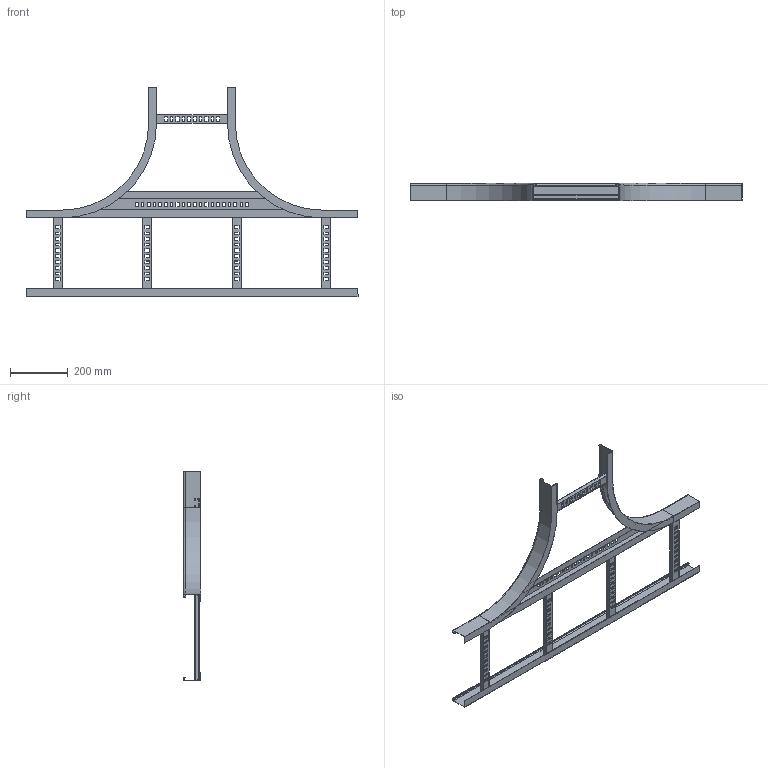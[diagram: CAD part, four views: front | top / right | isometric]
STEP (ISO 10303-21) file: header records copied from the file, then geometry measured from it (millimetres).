
FILE_DESCRIPTION (( 'STEP AP214' ), '1' );
FILE_NAME ('6225212.stp', '2017-03-23T13:45:32', ( '' ), ( '' ), 'SwSTEP 2.0', 'SolidWorks 2016', '' );
FILE_SCHEMA (( 'AUTOMOTIVE_DESIGN' ));
Length unit declared in the file: millimetre
Products named in the file (5): 085933_Gegenholm 60x1150; 079986_L=0292; 085502_St》zprofil f〉 R300 NB300; 085501_Innenholm 60xR300; 6225212
Assembly tree (9 placements, depth 2):
  6225212
    085501_Innenholm 60xR300  x2
    085502_St》zprofil f〉 R300 NB300
    079986_L=0292  x5
    085933_Gegenholm 60x1150
Bounding box: 1150 x 60 x 725 mm (x, y, z)
Volume: 695587.7 mm3; surface area: 893876 mm2
Topology: 9 solids, 9 shells, 554 faces, 1560 edges, 1024 vertices
Faces by surface type: plane 516, cylinder 26, bspline 8, torus 4
Entity records: 8768 total; most frequent: CARTESIAN_POINT 2386, ORIENTED_EDGE 1324, DIRECTION 1148, EDGE_CURVE 662, LINE 596, VECTOR 596, VERTEX_POINT 432, EDGE_LOOP 298
